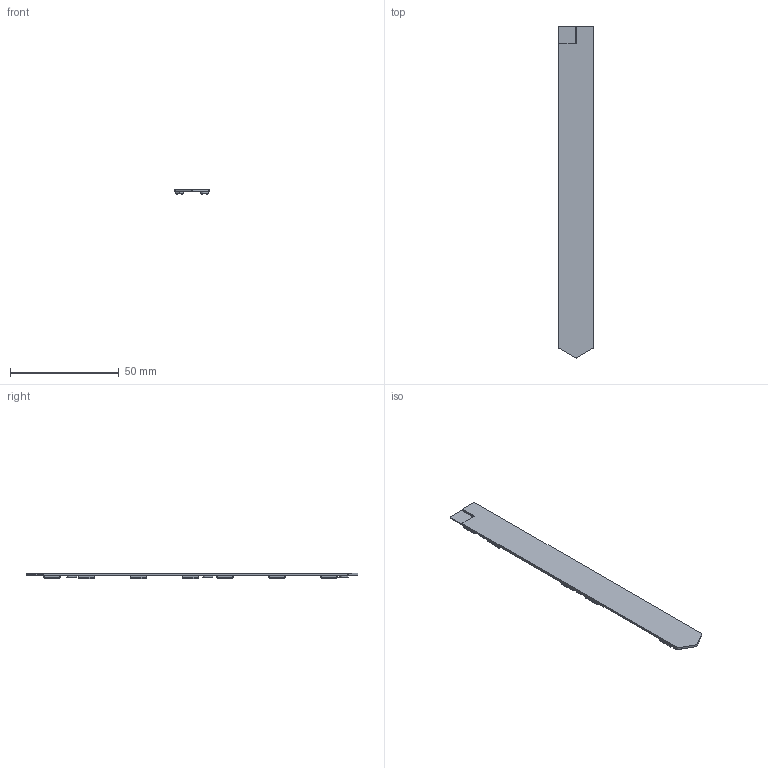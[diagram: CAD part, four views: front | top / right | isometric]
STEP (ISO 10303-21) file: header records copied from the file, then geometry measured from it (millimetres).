
FILE_DESCRIPTION (( 'STEP AP214' ), '1' );
FILE_NAME ('pt1-railcover-a.STEP', '2020-04-24T18:40:27', ( '' ), ( '' ), 'SwSTEP 2.0', 'SolidWorks 2016', '' );
FILE_SCHEMA (( 'AUTOMOTIVE_DESIGN' ));
Length unit declared in the file: millimetre
Products named in the file (1): pt1-railcover-a
Bounding box: 15.83 x 152.65 x 2.51 mm (x, y, z)
Volume: 2503.3 mm3; surface area: 5529.8 mm2
Topology: 1 solids, 1 shells, 485 faces, 1170 edges, 710 vertices
Faces by surface type: plane 191, cylinder 140, cone 104, torus 48, bspline 2
Entity records: 14147 total; most frequent: CARTESIAN_POINT 2596, DIRECTION 2549, ORIENTED_EDGE 2334, EDGE_CURVE 1167, AXIS2_PLACEMENT_3D 950, VERTEX_POINT 710, LINE 649, VECTOR 649
